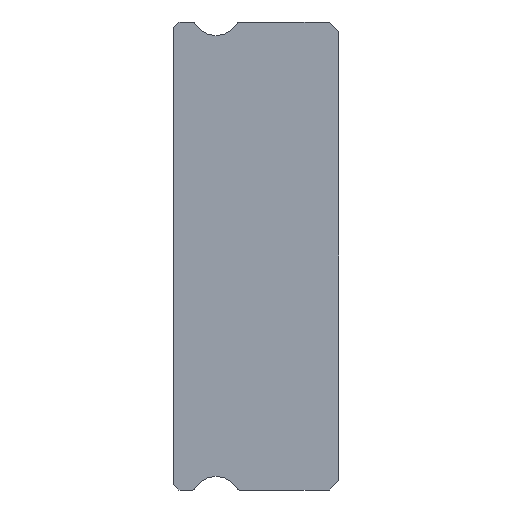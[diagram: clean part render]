
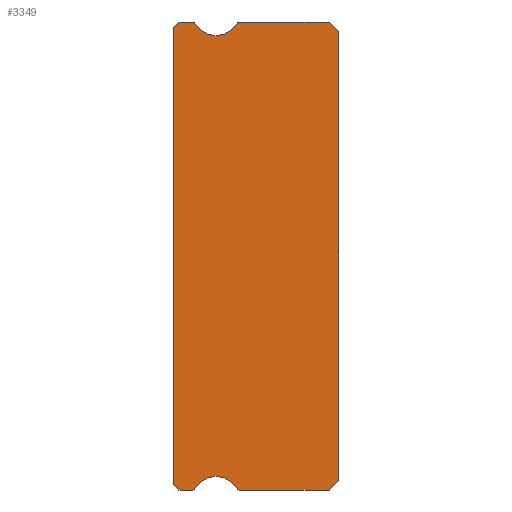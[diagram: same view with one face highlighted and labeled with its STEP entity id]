
A CAD part, left-side view. The second image highlights one B-rep face of the part: STEP entity #3349.
In plain terms, the highlighted planar face has unit normal (-1, 0, 0).
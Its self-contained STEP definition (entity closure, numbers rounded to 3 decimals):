
#3 = VERTEX_POINT ( 'NONE', #5384 ) ;
#6 = DIRECTION ( 'NONE',  ( 0., 0., -1. ) ) ;
#33 = LINE ( 'NONE', #4686, #2014 ) ;
#34 = AXIS2_PLACEMENT_3D ( 'NONE', #1670, #5018, #1747 ) ;
#51 = CARTESIAN_POINT ( 'NONE',  ( -15., 6.3, 11.3 ) ) ;
#81 = CARTESIAN_POINT ( 'NONE',  ( -15., 0., -11.5 ) ) ;
#173 = CARTESIAN_POINT ( 'NONE',  ( -15., 6.3, 12.55 ) ) ;
#227 = CARTESIAN_POINT ( 'NONE',  ( -15., 5.217, -11.925 ) ) ;
#319 = ORIENTED_EDGE ( 'NONE', *, *, #517, .F. ) ;
#334 = EDGE_CURVE ( 'NONE', #5351, #1449, #1711, .T. ) ;
#414 = CARTESIAN_POINT ( 'NONE',  ( -15., 0., 11.5 ) ) ;
#438 = EDGE_LOOP ( 'NONE', ( #319, #2623, #1495, #4556, #541, #2167, #3241, #2622, #2416, #3167, #1975, #2508, #870, #1297, #1395, #1283, #3009 ) ) ;
#463 = LINE ( 'NONE', #5077, #3532 ) ;
#500 = VECTOR ( 'NONE', #2592, 1000. ) ;
#517 = EDGE_CURVE ( 'NONE', #3, #1703, #3089, .T. ) ;
#541 = ORIENTED_EDGE ( 'NONE', *, *, #3529, .F. ) ;
#579 = DIRECTION ( 'NONE',  ( -1., 0., 0. ) ) ;
#648 = LINE ( 'NONE', #3244, #933 ) ;
#680 = CARTESIAN_POINT ( 'NONE',  ( -15., 7.512, -11.85 ) ) ;
#707 = DIRECTION ( 'NONE',  ( -1., 0., 0. ) ) ;
#755 = CARTESIAN_POINT ( 'NONE',  ( -15., 0.5, -12. ) ) ;
#799 = CARTESIAN_POINT ( 'NONE',  ( -15., 8.2, 12. ) ) ;
#805 = LINE ( 'NONE', #4873, #5368 ) ;
#817 = VERTEX_POINT ( 'NONE', #51 ) ;
#832 = DIRECTION ( 'NONE',  ( 1., 0., 0. ) ) ;
#870 = ORIENTED_EDGE ( 'NONE', *, *, #4730, .F. ) ;
#907 = CARTESIAN_POINT ( 'NONE',  ( -15., 7.512, 12. ) ) ;
#933 = VECTOR ( 'NONE', #4127, 1000. ) ;
#942 = AXIS2_PLACEMENT_3D ( 'NONE', #173, #579, #2793 ) ;
#964 = CARTESIAN_POINT ( 'NONE',  ( -15., 7.512, 12. ) ) ;
#1012 = CARTESIAN_POINT ( 'NONE',  ( -15., 0., -11.5 ) ) ;
#1089 = VERTEX_POINT ( 'NONE', #799 ) ;
#1132 = EDGE_CURVE ( 'NONE', #4351, #1089, #3247, .T. ) ;
#1163 = DIRECTION ( 'NONE',  ( 0., 1., 0. ) ) ;
#1183 = VERTEX_POINT ( 'NONE', #2970 ) ;
#1280 = DIRECTION ( 'NONE',  ( -1., 0., 0. ) ) ;
#1283 = ORIENTED_EDGE ( 'NONE', *, *, #1132, .T. ) ;
#1297 = ORIENTED_EDGE ( 'NONE', *, *, #2713, .F. ) ;
#1395 = ORIENTED_EDGE ( 'NONE', *, *, #1677, .F. ) ;
#1419 = CARTESIAN_POINT ( 'NONE',  ( -15., 5.217, 11.925 ) ) ;
#1440 = CARTESIAN_POINT ( 'NONE',  ( -15., 7.512, -12. ) ) ;
#1449 = VERTEX_POINT ( 'NONE', #227 ) ;
#1493 = EDGE_CURVE ( 'NONE', #1992, #2251, #4080, .T. ) ;
#1495 = ORIENTED_EDGE ( 'NONE', *, *, #4478, .T. ) ;
#1545 = DIRECTION ( 'NONE',  ( 0., 0., -1. ) ) ;
#1670 = CARTESIAN_POINT ( 'NONE',  ( -15., 5.088, -11.85 ) ) ;
#1677 = EDGE_CURVE ( 'NONE', #4351, #5272, #4516, .T. ) ;
#1689 = CARTESIAN_POINT ( 'NONE',  ( -15., 7.512, 11.85 ) ) ;
#1703 = VERTEX_POINT ( 'NONE', #2286 ) ;
#1711 = CIRCLE ( 'NONE', #34, 0.15 ) ;
#1721 = CARTESIAN_POINT ( 'NONE',  ( -15., 5.088, 11.85 ) ) ;
#1728 = VERTEX_POINT ( 'NONE', #5216 ) ;
#1747 = DIRECTION ( 'NONE',  ( 0., 0., -1. ) ) ;
#1852 = VECTOR ( 'NONE', #1163, 1000. ) ;
#1908 = DIRECTION ( 'NONE',  ( 0., 0., -1. ) ) ;
#1975 = ORIENTED_EDGE ( 'NONE', *, *, #3840, .F. ) ;
#1992 = VERTEX_POINT ( 'NONE', #2483 ) ;
#2013 = EDGE_CURVE ( 'NONE', #4215, #5431, #463, .T. ) ;
#2014 = VECTOR ( 'NONE', #2157, 1000. ) ;
#2042 = AXIS2_PLACEMENT_3D ( 'NONE', #680, #3710, #1545 ) ;
#2121 = AXIS2_PLACEMENT_3D ( 'NONE', #1689, #832, #2524 ) ;
#2137 = DIRECTION ( 'NONE',  ( 0., 0., 1. ) ) ;
#2140 = CARTESIAN_POINT ( 'NONE',  ( -15., 5.088, -12. ) ) ;
#2142 = EDGE_CURVE ( 'NONE', #2329, #5351, #5180, .T. ) ;
#2157 = DIRECTION ( 'NONE',  ( 0., -1., 0. ) ) ;
#2167 = ORIENTED_EDGE ( 'NONE', *, *, #334, .F. ) ;
#2251 = VERTEX_POINT ( 'NONE', #3236 ) ;
#2286 = CARTESIAN_POINT ( 'NONE',  ( -15., 8.5, 11.7 ) ) ;
#2329 = VERTEX_POINT ( 'NONE', #755 ) ;
#2392 = PLANE ( 'NONE',  #4735 ) ;
#2416 = ORIENTED_EDGE ( 'NONE', *, *, #2013, .T. ) ;
#2421 = CARTESIAN_POINT ( 'NONE',  ( -15., 7.512, 11.85 ) ) ;
#2429 = VERTEX_POINT ( 'NONE', #5375 ) ;
#2437 = CARTESIAN_POINT ( 'NONE',  ( -15., 6.3, -12.55 ) ) ;
#2458 = CIRCLE ( 'NONE', #3149, 0.15 ) ;
#2464 = CIRCLE ( 'NONE', #942, 1.25 ) ;
#2483 = CARTESIAN_POINT ( 'NONE',  ( -15., 7.383, -11.925 ) ) ;
#2501 = VECTOR ( 'NONE', #5319, 1000. ) ;
#2504 = DIRECTION ( 'NONE',  ( 0., 0., -1. ) ) ;
#2508 = ORIENTED_EDGE ( 'NONE', *, *, #4518, .F. ) ;
#2524 = DIRECTION ( 'NONE',  ( 0., 0., -1. ) ) ;
#2592 = DIRECTION ( 'NONE',  ( 0., -1., 0. ) ) ;
#2606 = CIRCLE ( 'NONE', #3397, 1.25 ) ;
#2621 = DIRECTION ( 'NONE',  ( 0., 0.707, -0.707 ) ) ;
#2622 = ORIENTED_EDGE ( 'NONE', *, *, #2722, .F. ) ;
#2623 = ORIENTED_EDGE ( 'NONE', *, *, #2889, .T. ) ;
#2713 = EDGE_CURVE ( 'NONE', #5272, #817, #3072, .T. ) ;
#2722 = EDGE_CURVE ( 'NONE', #4215, #2329, #2960, .T. ) ;
#2793 = DIRECTION ( 'NONE',  ( 0., 0., -1. ) ) ;
#2795 = VECTOR ( 'NONE', #2883, 1000. ) ;
#2806 = CARTESIAN_POINT ( 'NONE',  ( -15., 7.383, 11.925 ) ) ;
#2817 = AXIS2_PLACEMENT_3D ( 'NONE', #3033, #1280, #6 ) ;
#2883 = DIRECTION ( 'NONE',  ( 0., 0.707, -0.707 ) ) ;
#2889 = EDGE_CURVE ( 'NONE', #3, #1728, #805, .T. ) ;
#2960 = LINE ( 'NONE', #81, #5454 ) ;
#2970 = CARTESIAN_POINT ( 'NONE',  ( -15., 5.088, 12. ) ) ;
#2981 = DIRECTION ( 'NONE',  ( 0., 0., -1. ) ) ;
#3004 = DIRECTION ( 'NONE',  ( 1., 0., 0. ) ) ;
#3009 = ORIENTED_EDGE ( 'NONE', *, *, #3999, .T. ) ;
#3033 = CARTESIAN_POINT ( 'NONE',  ( -15., 6.3, 12.55 ) ) ;
#3072 = CIRCLE ( 'NONE', #2817, 1.25 ) ;
#3089 = LINE ( 'NONE', #3652, #2501 ) ;
#3149 = AXIS2_PLACEMENT_3D ( 'NONE', #1721, #3004, #2981 ) ;
#3167 = ORIENTED_EDGE ( 'NONE', *, *, #3901, .F. ) ;
#3236 = CARTESIAN_POINT ( 'NONE',  ( -15., 7.512, -12. ) ) ;
#3241 = ORIENTED_EDGE ( 'NONE', *, *, #2142, .F. ) ;
#3244 = CARTESIAN_POINT ( 'NONE',  ( -15., 0.5, 12. ) ) ;
#3247 = LINE ( 'NONE', #4925, #1852 ) ;
#3349 = ADVANCED_FACE ( 'NONE', ( #3659 ), #2392, .F. ) ;
#3397 = AXIS2_PLACEMENT_3D ( 'NONE', #2437, #707, #1908 ) ;
#3529 = EDGE_CURVE ( 'NONE', #1449, #1992, #2606, .T. ) ;
#3532 = VECTOR ( 'NONE', #2137, 1000. ) ;
#3635 = VECTOR ( 'NONE', #4674, 1000. ) ;
#3652 = CARTESIAN_POINT ( 'NONE',  ( -15., 8.5, 11.85 ) ) ;
#3659 = FACE_OUTER_BOUND ( 'NONE', #438, .T. ) ;
#3710 = DIRECTION ( 'NONE',  ( 1., 0., 0. ) ) ;
#3840 = EDGE_CURVE ( 'NONE', #1183, #2429, #5221, .T. ) ;
#3901 = EDGE_CURVE ( 'NONE', #2429, #5431, #648, .T. ) ;
#3999 = EDGE_CURVE ( 'NONE', #1089, #1703, #4938, .T. ) ;
#4080 = CIRCLE ( 'NONE', #2042, 0.15 ) ;
#4127 = DIRECTION ( 'NONE',  ( 0., -0.707, -0.707 ) ) ;
#4173 = DIRECTION ( 'NONE',  ( 1., 0., 0. ) ) ;
#4215 = VERTEX_POINT ( 'NONE', #1012 ) ;
#4351 = VERTEX_POINT ( 'NONE', #964 ) ;
#4478 = EDGE_CURVE ( 'NONE', #1728, #2251, #33, .T. ) ;
#4512 = DIRECTION ( 'NONE',  ( 0., -0.707, -0.707 ) ) ;
#4516 = CIRCLE ( 'NONE', #2121, 0.15 ) ;
#4518 = EDGE_CURVE ( 'NONE', #4639, #1183, #2458, .T. ) ;
#4546 = CARTESIAN_POINT ( 'NONE',  ( -15., 8.5, 11.7 ) ) ;
#4556 = ORIENTED_EDGE ( 'NONE', *, *, #1493, .F. ) ;
#4639 = VERTEX_POINT ( 'NONE', #1419 ) ;
#4674 = DIRECTION ( 'NONE',  ( 0., 1., 0. ) ) ;
#4686 = CARTESIAN_POINT ( 'NONE',  ( -15., 7.512, -12. ) ) ;
#4730 = EDGE_CURVE ( 'NONE', #817, #4639, #2464, .T. ) ;
#4735 = AXIS2_PLACEMENT_3D ( 'NONE', #2421, #4173, #2504 ) ;
#4873 = CARTESIAN_POINT ( 'NONE',  ( -15., 8.2, -12. ) ) ;
#4925 = CARTESIAN_POINT ( 'NONE',  ( -15., 8.2, 12. ) ) ;
#4938 = LINE ( 'NONE', #4546, #2795 ) ;
#5018 = DIRECTION ( 'NONE',  ( 1., 0., 0. ) ) ;
#5077 = CARTESIAN_POINT ( 'NONE',  ( -15., 0., 11.5 ) ) ;
#5180 = LINE ( 'NONE', #1440, #3635 ) ;
#5216 = CARTESIAN_POINT ( 'NONE',  ( -15., 8.2, -12. ) ) ;
#5221 = LINE ( 'NONE', #907, #500 ) ;
#5272 = VERTEX_POINT ( 'NONE', #2806 ) ;
#5319 = DIRECTION ( 'NONE',  ( 0., 0., 1. ) ) ;
#5351 = VERTEX_POINT ( 'NONE', #2140 ) ;
#5368 = VECTOR ( 'NONE', #4512, 1000. ) ;
#5375 = CARTESIAN_POINT ( 'NONE',  ( -15., 0.5, 12. ) ) ;
#5384 = CARTESIAN_POINT ( 'NONE',  ( -15., 8.5, -11.7 ) ) ;
#5431 = VERTEX_POINT ( 'NONE', #414 ) ;
#5454 = VECTOR ( 'NONE', #2621, 1000. ) ;
